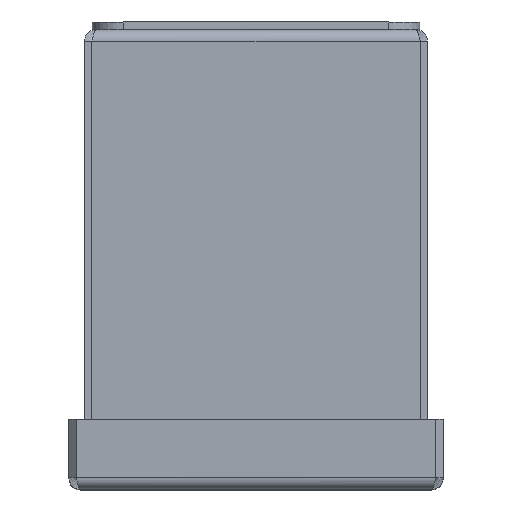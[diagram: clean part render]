
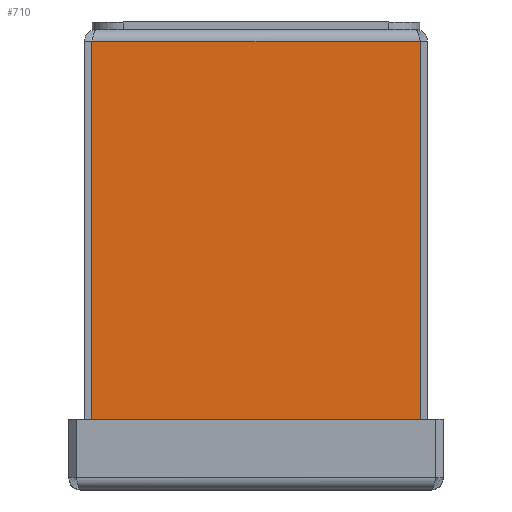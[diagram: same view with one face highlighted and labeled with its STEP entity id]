
A CAD part, top view. The second image highlights one B-rep face of the part: STEP entity #710.
In plain terms, the highlighted planar face has unit normal (0, 0, 1).
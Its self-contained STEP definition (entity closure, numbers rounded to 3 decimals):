
#710 = ADVANCED_FACE( '', ( #1551 ), #1552, .F. );
#1551 = FACE_OUTER_BOUND( '', #2655, .T. );
#1552 = PLANE( '', #2656 );
#2655 = EDGE_LOOP( '', ( #4602, #4603, #4604, #4605 ) );
#2656 = AXIS2_PLACEMENT_3D( '', #4606, #4607, #4608 );
#4602 = ORIENTED_EDGE( '', *, *, #6655, .T. );
#4603 = ORIENTED_EDGE( '', *, *, #6910, .T. );
#4604 = ORIENTED_EDGE( '', *, *, #6911, .F. );
#4605 = ORIENTED_EDGE( '', *, *, #6912, .T. );
#4606 = CARTESIAN_POINT( '', ( 231.623, 0., 41.275 ) );
#4607 = DIRECTION( '', ( 0., 0., -1. ) );
#4608 = DIRECTION( '', ( 0., 1., 0. ) );
#6655 = EDGE_CURVE( '', #7772, #7770, #7773, .T. );
#6910 = EDGE_CURVE( '', #7770, #8156, #8157, .T. );
#6911 = EDGE_CURVE( '', #8158, #8156, #8159, .T. );
#6912 = EDGE_CURVE( '', #8158, #7772, #8160, .T. );
#7770 = VERTEX_POINT( '', #9893 );
#7772 = VERTEX_POINT( '', #9895 );
#7773 = LINE( '', #9896, #9897 );
#8156 = VERTEX_POINT( '', #10717 );
#8157 = LINE( '', #10718, #10719 );
#8158 = VERTEX_POINT( '', #10720 );
#8159 = LINE( '', #10721, #10722 );
#8160 = LINE( '', #10723, #10724 );
#9893 = CARTESIAN_POINT( '', ( -33.398, -86.563, 41.275 ) );
#9895 = CARTESIAN_POINT( '', ( -33.398, -2.337, 41.275 ) );
#9896 = CARTESIAN_POINT( '', ( -33.398, -2.337, 41.275 ) );
#9897 = VECTOR( '', #11944, 1000. );
#10717 = CARTESIAN_POINT( '', ( 33.398, -86.563, 41.275 ) );
#10718 = CARTESIAN_POINT( '', ( -33.398, -86.563, 41.275 ) );
#10719 = VECTOR( '', #12156, 1000. );
#10720 = CARTESIAN_POINT( '', ( 33.398, -2.337, 41.275 ) );
#10721 = CARTESIAN_POINT( '', ( 33.398, -2.337, 41.275 ) );
#10722 = VECTOR( '', #12157, 1000. );
#10723 = CARTESIAN_POINT( '', ( 231.623, -2.337, 41.275 ) );
#10724 = VECTOR( '', #12158, 1000. );
#11944 = DIRECTION( '', ( 0., -1., 0. ) );
#12156 = DIRECTION( '', ( 1., 0., 0. ) );
#12157 = DIRECTION( '', ( 0., -1., 0. ) );
#12158 = DIRECTION( '', ( -1., 0., 0. ) );
